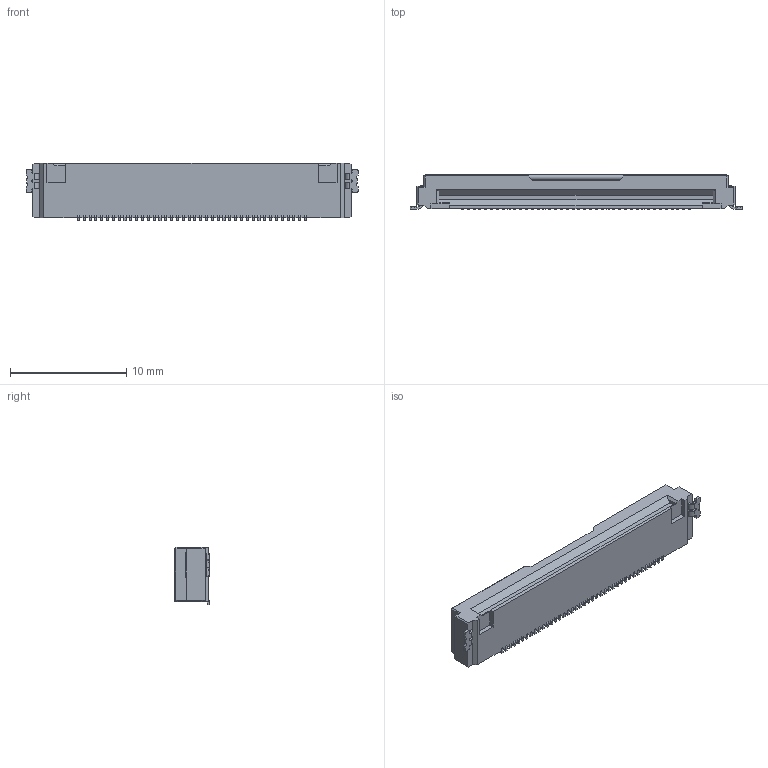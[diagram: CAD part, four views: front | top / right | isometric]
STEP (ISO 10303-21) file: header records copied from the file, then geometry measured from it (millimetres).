
FILE_DESCRIPTION (( 'STEP AP203' ), '1' );
FILE_NAME ('HF513-40-01-VE.STEP', '2017-05-26T01:08:34', ( 'admin' ), ( '' ), 'SwSTEP 2.0', 'SolidWorks 2014', '' );
FILE_SCHEMA (( 'CONFIG_CONTROL_DESIGN' ));
Length unit declared in the file: millimetre
Products named in the file (1): HF513-40-01-VE
Bounding box: 28.5 x 2.95 x 4.9 mm (x, y, z)
Volume: 328 mm3; surface area: 519.9 mm2
Topology: 1 solids, 1 shells, 440 faces, 1269 edges, 840 vertices
Faces by surface type: plane 332, cylinder 90, torus 18
Entity records: 14416 total; most frequent: CARTESIAN_POINT 2550, ORIENTED_EDGE 2538, DIRECTION 2373, EDGE_CURVE 1269, VECTOR 1047, LINE 1047, VERTEX_POINT 840, AXIS2_PLACEMENT_3D 663
